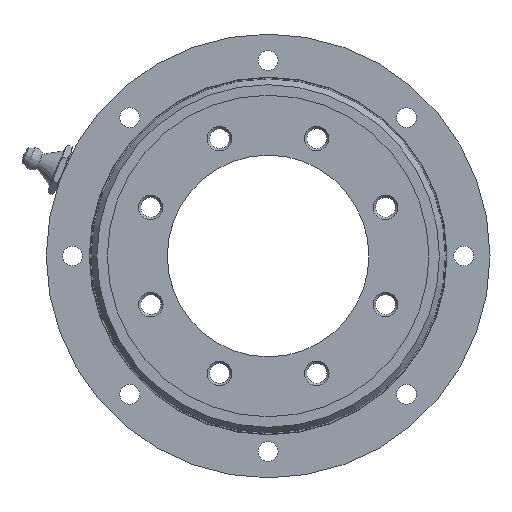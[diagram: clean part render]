
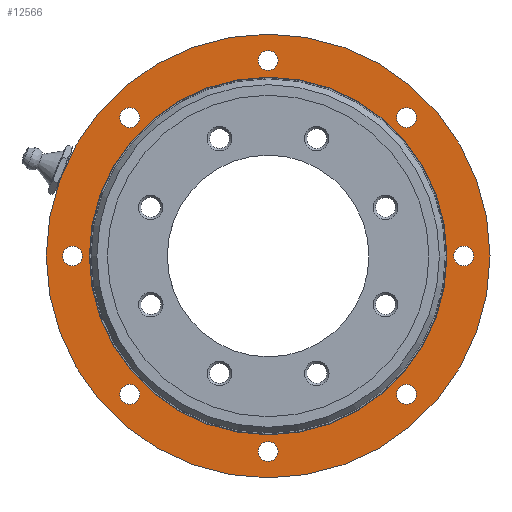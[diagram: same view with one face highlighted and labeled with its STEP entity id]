
A CAD part, front view. The second image highlights one B-rep face of the part: STEP entity #12566.
In plain terms, the highlighted planar face has unit normal (0, -1, 0).
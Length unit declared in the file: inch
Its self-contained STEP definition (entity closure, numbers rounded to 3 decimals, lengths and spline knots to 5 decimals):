
#11972=CARTESIAN_POINT('',(-1.41846,-0.3345,-1.41846));
#11973=VERTEX_POINT('',#11972);
#11974=CARTESIAN_POINT('',(-1.34987,-0.3345,-1.34987));
#11975=DIRECTION('',(0.0,1.0,0.0));
#11976=DIRECTION('',(0.707,0.0,0.707));
#11977=AXIS2_PLACEMENT_3D('',#11974,#11975,#11976);
#11978=CIRCLE('',#11977,0.097);
#11979=EDGE_CURVE('',#11973,#11973,#11978,.T.);
#12020=CARTESIAN_POINT('',(0.,-0.3345,-2.006));
#12021=VERTEX_POINT('',#12020);
#12022=CARTESIAN_POINT('',(0.,-0.3345,-1.909));
#12023=DIRECTION('',(0.0,1.0,0.0));
#12024=DIRECTION('',(0.0,0.0,1.0));
#12025=AXIS2_PLACEMENT_3D('',#12022,#12023,#12024);
#12026=CIRCLE('',#12025,0.097);
#12027=EDGE_CURVE('',#12021,#12021,#12026,.T.);
#12068=CARTESIAN_POINT('',(1.41846,-0.3345,-1.41846));
#12069=VERTEX_POINT('',#12068);
#12070=CARTESIAN_POINT('',(1.34987,-0.3345,-1.34987));
#12071=DIRECTION('',(0.0,1.0,0.0));
#12072=DIRECTION('',(-0.707,0.0,0.707));
#12073=AXIS2_PLACEMENT_3D('',#12070,#12071,#12072);
#12074=CIRCLE('',#12073,0.097);
#12075=EDGE_CURVE('',#12069,#12069,#12074,.T.);
#12116=CARTESIAN_POINT('',(2.006,-0.3345,0.));
#12117=VERTEX_POINT('',#12116);
#12118=CARTESIAN_POINT('',(1.909,-0.3345,0.));
#12119=DIRECTION('',(0.0,1.0,0.0));
#12120=DIRECTION('',(-1.0,0.0,0.0));
#12121=AXIS2_PLACEMENT_3D('',#12118,#12119,#12120);
#12122=CIRCLE('',#12121,0.097);
#12123=EDGE_CURVE('',#12117,#12117,#12122,.T.);
#12164=CARTESIAN_POINT('',(1.41846,-0.3345,1.41846));
#12165=VERTEX_POINT('',#12164);
#12166=CARTESIAN_POINT('',(1.34987,-0.3345,1.34987));
#12167=DIRECTION('',(0.0,1.0,0.0));
#12168=DIRECTION('',(-0.707,0.0,-0.707));
#12169=AXIS2_PLACEMENT_3D('',#12166,#12167,#12168);
#12170=CIRCLE('',#12169,0.097);
#12171=EDGE_CURVE('',#12165,#12165,#12170,.T.);
#12212=CARTESIAN_POINT('',(0.0,-0.3345,2.006));
#12213=VERTEX_POINT('',#12212);
#12214=CARTESIAN_POINT('',(0.0,-0.3345,1.909));
#12215=DIRECTION('',(0.0,1.0,0.0));
#12216=DIRECTION('',(0.0,0.0,-1.0));
#12217=AXIS2_PLACEMENT_3D('',#12214,#12215,#12216);
#12218=CIRCLE('',#12217,0.097);
#12219=EDGE_CURVE('',#12213,#12213,#12218,.T.);
#12260=CARTESIAN_POINT('',(-1.41846,-0.3345,1.41846));
#12261=VERTEX_POINT('',#12260);
#12262=CARTESIAN_POINT('',(-1.34987,-0.3345,1.34987));
#12263=DIRECTION('',(0.0,1.0,0.0));
#12264=DIRECTION('',(0.707,0.0,-0.707));
#12265=AXIS2_PLACEMENT_3D('',#12262,#12263,#12264);
#12266=CIRCLE('',#12265,0.097);
#12267=EDGE_CURVE('',#12261,#12261,#12266,.T.);
#12308=CARTESIAN_POINT('',(-2.006,-0.3345,0.));
#12309=VERTEX_POINT('',#12308);
#12310=CARTESIAN_POINT('',(-1.909,-0.3345,0.0));
#12311=DIRECTION('',(0.0,1.0,0.0));
#12312=DIRECTION('',(1.0,0.0,0.0));
#12313=AXIS2_PLACEMENT_3D('',#12310,#12311,#12312);
#12314=CIRCLE('',#12313,0.097);
#12315=EDGE_CURVE('',#12309,#12309,#12314,.T.);
#12508=CARTESIAN_POINT('',(-1.7451,-0.3345,0.0));
#12509=VERTEX_POINT('',#12508);
#12510=CARTESIAN_POINT('',(0.0,-0.3345,0.0));
#12511=DIRECTION('',(0.0,1.0,0.0));
#12512=DIRECTION('',(-1.0,0.0,0.0));
#12513=AXIS2_PLACEMENT_3D('',#12510,#12511,#12512);
#12514=CIRCLE('',#12513,1.7451);
#12515=EDGE_CURVE('',#12509,#12509,#12514,.T.);
#12523=CARTESIAN_POINT('',(-1.9553,-0.3345,0.0));
#12524=DIRECTION('',(0.0,-1.0,0.0));
#12525=DIRECTION('',(0.0,0.0,-1.0));
#12526=AXIS2_PLACEMENT_3D('',#12523,#12524,#12525);
#12527=PLANE('',#12526);
#12528=CARTESIAN_POINT('',(-2.1655,-0.3345,0.0));
#12529=VERTEX_POINT('',#12528);
#12530=CARTESIAN_POINT('',(0.0,-0.3345,0.0));
#12531=DIRECTION('',(0.0,1.0,0.0));
#12532=DIRECTION('',(-1.0,0.0,0.0));
#12533=AXIS2_PLACEMENT_3D('',#12530,#12531,#12532);
#12534=CIRCLE('',#12533,2.1655);
#12535=EDGE_CURVE('',#12529,#12529,#12534,.T.);
#12536=ORIENTED_EDGE('',*,*,#12535,.F.);
#12537=EDGE_LOOP('',(#12536));
#12538=FACE_OUTER_BOUND('',#12537,.T.);
#12539=ORIENTED_EDGE('',*,*,#11979,.T.);
#12540=EDGE_LOOP('',(#12539));
#12541=FACE_BOUND('',#12540,.T.);
#12542=ORIENTED_EDGE('',*,*,#12027,.T.);
#12543=EDGE_LOOP('',(#12542));
#12544=FACE_BOUND('',#12543,.T.);
#12545=ORIENTED_EDGE('',*,*,#12075,.T.);
#12546=EDGE_LOOP('',(#12545));
#12547=FACE_BOUND('',#12546,.T.);
#12548=ORIENTED_EDGE('',*,*,#12123,.T.);
#12549=EDGE_LOOP('',(#12548));
#12550=FACE_BOUND('',#12549,.T.);
#12551=ORIENTED_EDGE('',*,*,#12171,.T.);
#12552=EDGE_LOOP('',(#12551));
#12553=FACE_BOUND('',#12552,.T.);
#12554=ORIENTED_EDGE('',*,*,#12219,.T.);
#12555=EDGE_LOOP('',(#12554));
#12556=FACE_BOUND('',#12555,.T.);
#12557=ORIENTED_EDGE('',*,*,#12267,.T.);
#12558=EDGE_LOOP('',(#12557));
#12559=FACE_BOUND('',#12558,.T.);
#12560=ORIENTED_EDGE('',*,*,#12315,.T.);
#12561=EDGE_LOOP('',(#12560));
#12562=FACE_BOUND('',#12561,.T.);
#12563=ORIENTED_EDGE('',*,*,#12515,.T.);
#12564=EDGE_LOOP('',(#12563));
#12565=FACE_BOUND('',#12564,.T.);
#12566=ADVANCED_FACE('',(#12538,#12541,#12544,#12547,#12550,#12553,#12556,#12559,#12562,#12565),#12527,.T.);
